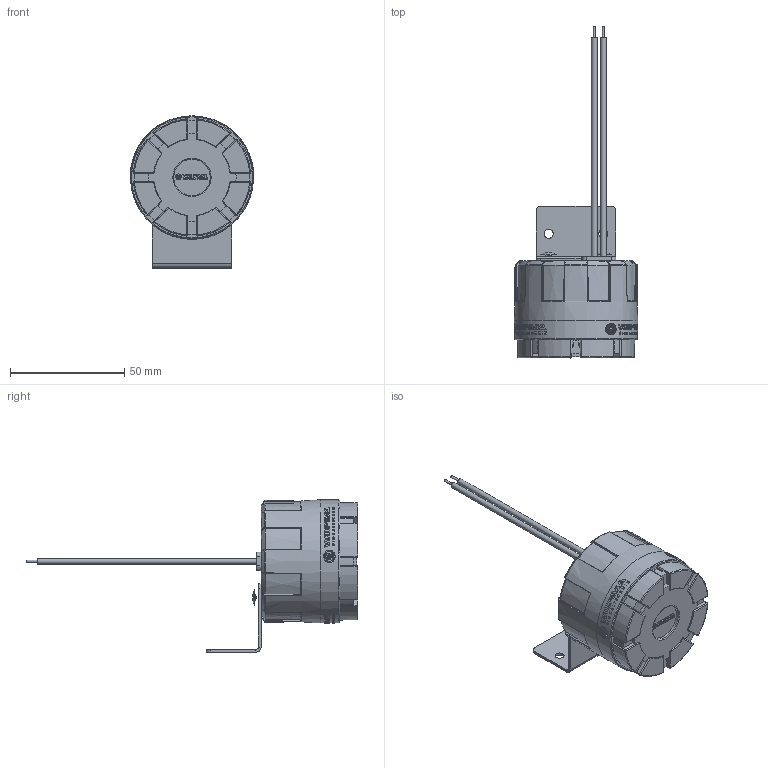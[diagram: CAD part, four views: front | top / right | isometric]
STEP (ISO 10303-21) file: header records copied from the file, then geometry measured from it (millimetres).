
FILE_DESCRIPTION(/* description */ ('Customer part'),/* implementation_level */ '2;1');
FILE_NAME(/* name */ '800000000133_PRT_000.step',/* time_stamp */ '2018-07-16T09:07:32+02:00',/* author */ ('IMPORT'),/* organization */ ('WERMA Signaltechnik GmbH+Co.KG'),/* preprocessor_version */ 'ST-DEVELOPER v17',/* originating_system */ 'Autodesk Inventor 2018',/* authorisation */ 'public');
FILE_SCHEMA (('AUTOMOTIVE_DESIGN { 1 0 10303 214 3 1 1 }'));
Products named in the file (1): 800000000133
Bounding box: 54.15 x 145.5 x 66.8 mm (x, y, z)
Volume: 95545.3 mm3; surface area: 16938.3 mm2
Topology: 1 solids, 3 shells, 1656 faces, 4408 edges, 2863 vertices
Faces by surface type: plane 1006, cylinder 241, cone 157, bspline 144, torus 58, sphere 50
Full cylindrical faces by diameter (mm): 1 x2, 2.5 x2, 3.5 x2, 4 x4
Entity records: 60464 total; most frequent: CARTESIAN_POINT 18435, ORIENTED_EDGE 8764, DIRECTION 7955, EDGE_CURVE 4382, VERTEX_POINT 2863, AXIS2_PLACEMENT_3D 2790, LINE 2375, VECTOR 2375
